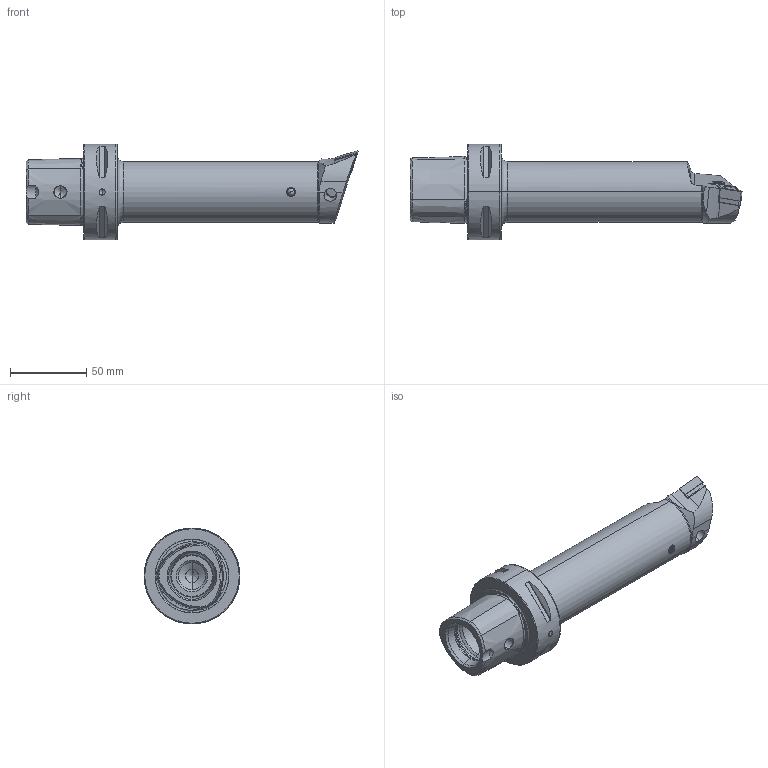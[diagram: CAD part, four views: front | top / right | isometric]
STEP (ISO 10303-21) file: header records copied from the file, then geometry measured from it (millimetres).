
FILE_DESCRIPTION (( 'STEP AP214' ), '1' );
FILE_NAME ('PS6.PDF.LQC.180.STEP', '2020-09-16T09:28:27', ( '' ), ( '' ), 'SwSTEP 2.0', 'SolidWorks 2017', '' );
FILE_SCHEMA (( 'AUTOMOTIVE_DESIGN' ));
Length unit declared in the file: millimetre
Products named in the file (8): WDF-ER3.101.000_A; DNMG150604; PS6-PDF.LQC.180_A; PS6.PDF.LQC.180; KVT_MB_600_060; WDF-ER2.101.003_A; WCD-ER4.101.017_A; WCD-ER1.101.000
Assembly tree (7 placements, depth 2):
  PS6.PDF.LQC.180
    PS6-PDF.LQC.180_A
    KVT_MB_600_060
    WDF-ER3.101.000_A
    DNMG150604
    WDF-ER2.101.003_A
    WCD-ER4.101.017_A
    WCD-ER1.101.000
Bounding box: 218 x 63 x 63 mm (x, y, z)
Volume: 267833.6 mm3; surface area: 46088.9 mm2
Topology: 8 solids, 8 shells, 353 faces, 857 edges, 510 vertices
Faces by surface type: cone 116, plane 92, cylinder 87, torus 44, bspline 12, sphere 2
Entity records: 11659 total; most frequent: CARTESIAN_POINT 3344, ORIENTED_EDGE 1672, DIRECTION 1669, EDGE_CURVE 836, AXIS2_PLACEMENT_3D 662, VERTEX_POINT 507, EDGE_LOOP 375, ADVANCED_FACE 353
